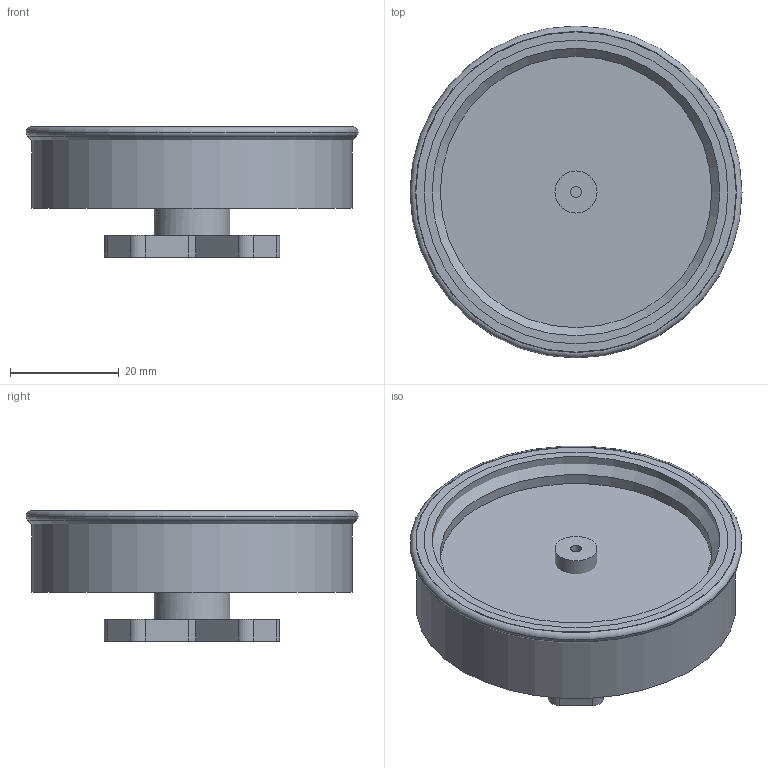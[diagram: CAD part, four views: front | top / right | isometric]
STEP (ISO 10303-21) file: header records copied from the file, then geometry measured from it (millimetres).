
FILE_DESCRIPTION(('HOOPS Exchange Step'),'2;1');
FILE_NAME('temp_export','2023-08-19T01:04:35-05:00',('mobile'),('Shapr3D Limited'),'HOOPS Exchange 2023.1','Shapr3D','Authorized');
FILE_SCHEMA( ('AUTOMOTIVE_DESIGN { 1 0 10303 214 1 1 1 1 }') );
Length unit declared in the file: millimetre
Products named in the file (3): Glyphs; Compass Body; root
Assembly tree (2 placements, depth 2):
  root
    Glyphs
    Compass Body
Bounding box: 61.17 x 61.17 x 24 mm (x, y, z)
Volume: 37719.5 mm3; surface area: 17481.6 mm2
Topology: 6 solids, 6 shells, 48 faces, 109 edges, 74 vertices
Faces by surface type: plane 29, cylinder 15, cone 2, torus 2
Full cylindrical faces by diameter (mm): 2 x1, 7.75 x1, 14 x1, 50 x2, 53 x1, 59 x1
Entity records: 1434 total; most frequent: DIRECTION 255, CARTESIAN_POINT 234, ORIENTED_EDGE 218, EDGE_CURVE 109, AXIS2_PLACEMENT_3D 95, VERTEX_POINT 74, VECTOR 65, LINE 65
